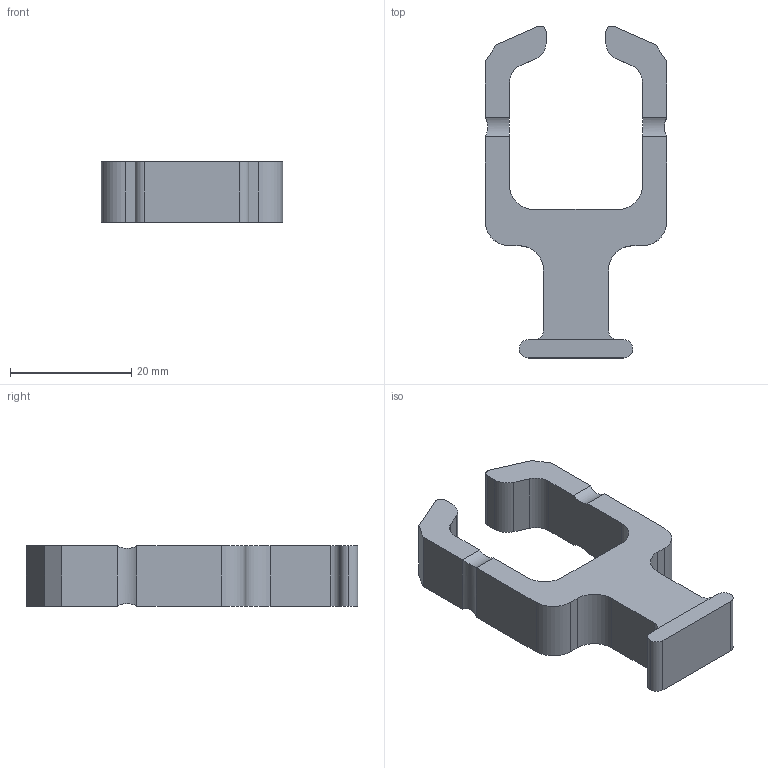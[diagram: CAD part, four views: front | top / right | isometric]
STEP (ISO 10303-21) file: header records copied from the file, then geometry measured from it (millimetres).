
FILE_DESCRIPTION(('FreeCAD Model'),'2;1');
FILE_NAME('syringe_collar_mount_go_no_go.step','2019-09-25T10:30:07',('Author'), (''),'Open CASCADE STEP processor 7.3','FreeCAD','Unknown');
FILE_SCHEMA(('AUTOMOTIVE_DESIGN { 1 0 10303 214 1 1 1 1 }'));
Length unit declared in the file: millimetre
Products named in the file (1): Pocket021
Bounding box: 29.98 x 54.8 x 10 mm (x, y, z)
Volume: 6817.5 mm3; surface area: 3783.3 mm2
Topology: 1 solids, 1 shells, 56 faces, 156 edges, 102 vertices
Faces by surface type: plane 32, cylinder 24
Entity records: 4131 total; most frequent: CARTESIAN_POINT 1045, DIRECTION 568, LINE 354, VECTOR 354, ORIENTED_EDGE 312, PCURVE 312, DEFINITIONAL_REPRESENTATION 312, EDGE_CURVE 156
